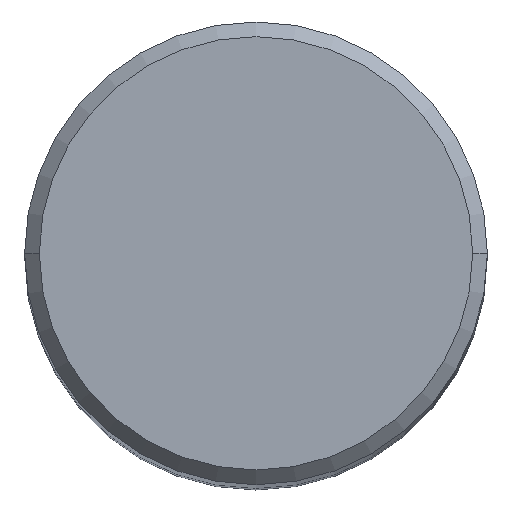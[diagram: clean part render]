
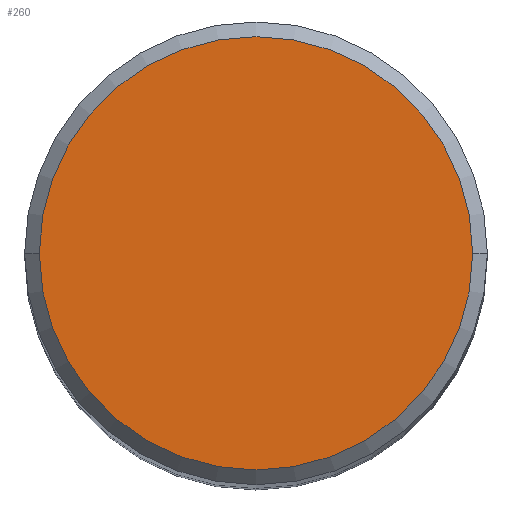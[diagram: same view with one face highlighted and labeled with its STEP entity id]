
A CAD part, top view. The second image highlights one B-rep face of the part: STEP entity #260.
In plain terms, the highlighted planar face has unit normal (0, 0, 1).
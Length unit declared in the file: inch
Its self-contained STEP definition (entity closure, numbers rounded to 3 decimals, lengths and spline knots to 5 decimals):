
#18 = EDGE_LOOP ( 'NONE', ( #27, #85 ) ) ;
#19 = CIRCLE ( 'NONE', #108, 0.22122 ) ;
#27 = ORIENTED_EDGE ( 'NONE', *, *, #346, .T. ) ;
#40 = CARTESIAN_POINT ( 'NONE',  ( 0., 0., 3.26772 ) ) ;
#85 = ORIENTED_EDGE ( 'NONE', *, *, #201, .T. ) ;
#92 = DIRECTION ( 'NONE',  ( 0., 0., 1. ) ) ;
#108 = AXIS2_PLACEMENT_3D ( 'NONE', #270, #319, #111 ) ;
#109 = FACE_OUTER_BOUND ( 'NONE', #18, .T. ) ;
#111 = DIRECTION ( 'NONE',  ( 1., 0., 0. ) ) ;
#117 = AXIS2_PLACEMENT_3D ( 'NONE', #40, #92, #175 ) ;
#135 = DIRECTION ( 'NONE',  ( 1., 0., 0. ) ) ;
#156 = CARTESIAN_POINT ( 'NONE',  ( 0.22122, 0., 3.26772 ) ) ;
#175 = DIRECTION ( 'NONE',  ( 1., 0., 0. ) ) ;
#201 = EDGE_CURVE ( 'NONE', #349, #326, #204, .T. ) ;
#204 = CIRCLE ( 'NONE', #117, 0.22122 ) ;
#214 = CARTESIAN_POINT ( 'NONE',  ( -0.22122, 0., 3.26772 ) ) ;
#260 = ADVANCED_FACE ( 'NONE', ( #109 ), #316, .T. ) ;
#267 = AXIS2_PLACEMENT_3D ( 'NONE', #274, #324, #135 ) ;
#270 = CARTESIAN_POINT ( 'NONE',  ( 0., 0., 3.26772 ) ) ;
#274 = CARTESIAN_POINT ( 'NONE',  ( 0., 0., 3.26772 ) ) ;
#316 = PLANE ( 'NONE',  #267 ) ;
#319 = DIRECTION ( 'NONE',  ( 0., 0., 1. ) ) ;
#324 = DIRECTION ( 'NONE',  ( 0., 0., 1. ) ) ;
#326 = VERTEX_POINT ( 'NONE', #214 ) ;
#346 = EDGE_CURVE ( 'NONE', #326, #349, #19, .T. ) ;
#349 = VERTEX_POINT ( 'NONE', #156 ) ;
